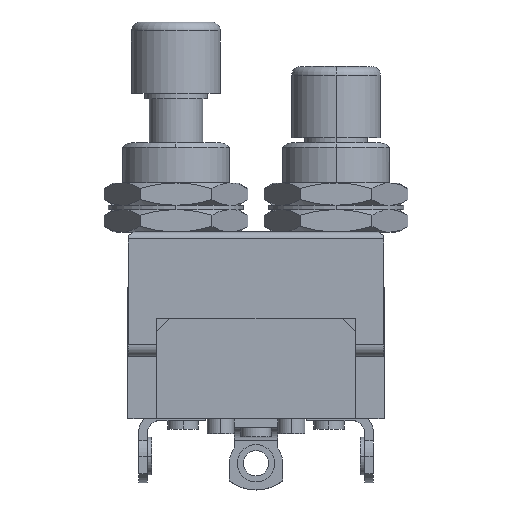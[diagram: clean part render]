
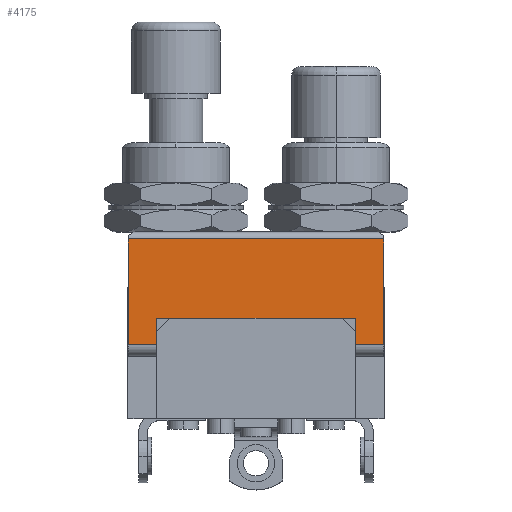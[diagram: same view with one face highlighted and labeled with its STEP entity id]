
A CAD part, top view. The second image highlights one B-rep face of the part: STEP entity #4175.
In plain terms, the highlighted planar face has unit normal (0, 0, 1).
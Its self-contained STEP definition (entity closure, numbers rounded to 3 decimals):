
#15 = EDGE_CURVE ( 'NONE', #4255, #282, #7883, .T. ) ;
#69 = PLANE ( 'NONE',  #6396 ) ;
#282 = VERTEX_POINT ( 'NONE', #950 ) ;
#359 = LINE ( 'NONE', #3648, #8312 ) ;
#542 = VERTEX_POINT ( 'NONE', #1842 ) ;
#595 = DIRECTION ( 'NONE',  ( 1., 0., 0. ) ) ;
#670 = DIRECTION ( 'NONE',  ( -1., 0., 0. ) ) ;
#715 = VERTEX_POINT ( 'NONE', #1289 ) ;
#851 = EDGE_CURVE ( 'NONE', #4325, #282, #1431, .T. ) ;
#950 = CARTESIAN_POINT ( 'NONE',  ( 11.225, -8.9, 7.9 ) ) ;
#1121 = CARTESIAN_POINT ( 'NONE',  ( -14.375, 0., 7.9 ) ) ;
#1180 = LINE ( 'NONE', #2908, #2757 ) ;
#1203 = CARTESIAN_POINT ( 'NONE',  ( 14.375, 0.8, 7.9 ) ) ;
#1261 = DIRECTION ( 'NONE',  ( 0., -1., 0. ) ) ;
#1289 = CARTESIAN_POINT ( 'NONE',  ( -14.375, -11.9, 7.9 ) ) ;
#1353 = EDGE_CURVE ( 'NONE', #542, #7287, #1526, .T. ) ;
#1373 = CARTESIAN_POINT ( 'NONE',  ( 0., 0.8, 7.9 ) ) ;
#1431 = LINE ( 'NONE', #3440, #3505 ) ;
#1526 = LINE ( 'NONE', #4665, #6247 ) ;
#1727 = ORIENTED_EDGE ( 'NONE', *, *, #851, .F. ) ;
#1842 = CARTESIAN_POINT ( 'NONE',  ( 14.375, 0., 7.9 ) ) ;
#1878 = ORIENTED_EDGE ( 'NONE', *, *, #3245, .T. ) ;
#1934 = CARTESIAN_POINT ( 'NONE',  ( 0., -8.9, 7.9 ) ) ;
#2185 = DIRECTION ( 'NONE',  ( 0., -1., 0. ) ) ;
#2280 = DIRECTION ( 'NONE',  ( 0., 1., 0. ) ) ;
#2483 = ORIENTED_EDGE ( 'NONE', *, *, #3824, .T. ) ;
#2509 = EDGE_LOOP ( 'NONE', ( #6621, #5137, #3415, #2873, #1878, #8108, #1727, #2483 ) ) ;
#2655 = FACE_OUTER_BOUND ( 'NONE', #2509, .T. ) ;
#2757 = VECTOR ( 'NONE', #6968, 1000. ) ;
#2873 = ORIENTED_EDGE ( 'NONE', *, *, #3135, .F. ) ;
#2908 = CARTESIAN_POINT ( 'NONE',  ( -11.225, -11.9, 7.9 ) ) ;
#3135 = EDGE_CURVE ( 'NONE', #6392, #715, #359, .T. ) ;
#3245 = EDGE_CURVE ( 'NONE', #6392, #4255, #1180, .T. ) ;
#3415 = ORIENTED_EDGE ( 'NONE', *, *, #8620, .T. ) ;
#3440 = CARTESIAN_POINT ( 'NONE',  ( 11.225, -11.9, 7.9 ) ) ;
#3505 = VECTOR ( 'NONE', #2280, 1000. ) ;
#3648 = CARTESIAN_POINT ( 'NONE',  ( -11.225, -11.9, 7.9 ) ) ;
#3824 = EDGE_CURVE ( 'NONE', #4325, #4256, #6733, .T. ) ;
#4175 = ADVANCED_FACE ( 'NONE', ( #2655 ), #69, .F. ) ;
#4255 = VERTEX_POINT ( 'NONE', #4980 ) ;
#4256 = VERTEX_POINT ( 'NONE', #4291 ) ;
#4291 = CARTESIAN_POINT ( 'NONE',  ( 14.375, -11.9, 7.9 ) ) ;
#4325 = VERTEX_POINT ( 'NONE', #4951 ) ;
#4341 = DIRECTION ( 'NONE',  ( 1., 0., 0. ) ) ;
#4665 = CARTESIAN_POINT ( 'NONE',  ( 0., 0., 7.9 ) ) ;
#4682 = CARTESIAN_POINT ( 'NONE',  ( -11.225, -11.9, 7.9 ) ) ;
#4729 = DIRECTION ( 'NONE',  ( -1., 0., 0. ) ) ;
#4789 = LINE ( 'NONE', #1203, #7330 ) ;
#4940 = VECTOR ( 'NONE', #4341, 1000. ) ;
#4951 = CARTESIAN_POINT ( 'NONE',  ( 11.225, -11.9, 7.9 ) ) ;
#4972 = CARTESIAN_POINT ( 'NONE',  ( 11.225, -11.9, 7.9 ) ) ;
#4980 = CARTESIAN_POINT ( 'NONE',  ( -11.225, -8.9, 7.9 ) ) ;
#5137 = ORIENTED_EDGE ( 'NONE', *, *, #1353, .T. ) ;
#5416 = DIRECTION ( 'NONE',  ( 0., 0., -1. ) ) ;
#5802 = VECTOR ( 'NONE', #2185, 1000. ) ;
#6247 = VECTOR ( 'NONE', #670, 1000. ) ;
#6392 = VERTEX_POINT ( 'NONE', #4682 ) ;
#6396 = AXIS2_PLACEMENT_3D ( 'NONE', #1373, #5416, #4729 ) ;
#6621 = ORIENTED_EDGE ( 'NONE', *, *, #7361, .F. ) ;
#6733 = LINE ( 'NONE', #4972, #4940 ) ;
#6954 = CARTESIAN_POINT ( 'NONE',  ( -14.375, 0.8, 7.9 ) ) ;
#6968 = DIRECTION ( 'NONE',  ( 0., 1., 0. ) ) ;
#7287 = VERTEX_POINT ( 'NONE', #1121 ) ;
#7330 = VECTOR ( 'NONE', #1261, 1000. ) ;
#7361 = EDGE_CURVE ( 'NONE', #542, #4256, #4789, .T. ) ;
#7800 = LINE ( 'NONE', #6954, #5802 ) ;
#7883 = LINE ( 'NONE', #1934, #8599 ) ;
#8108 = ORIENTED_EDGE ( 'NONE', *, *, #15, .T. ) ;
#8312 = VECTOR ( 'NONE', #8388, 1000. ) ;
#8388 = DIRECTION ( 'NONE',  ( -1., 0., 0. ) ) ;
#8599 = VECTOR ( 'NONE', #595, 1000. ) ;
#8620 = EDGE_CURVE ( 'NONE', #7287, #715, #7800, .T. ) ;
